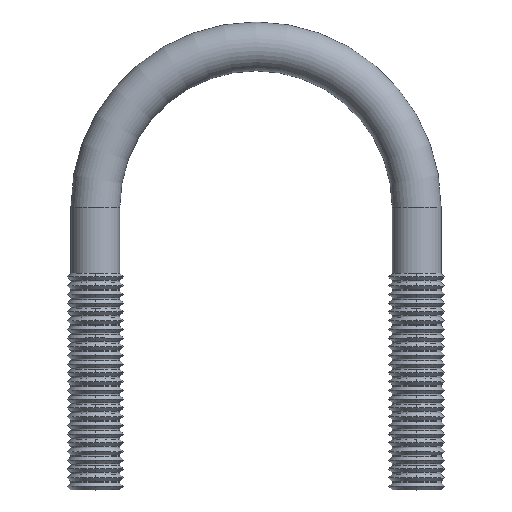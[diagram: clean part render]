
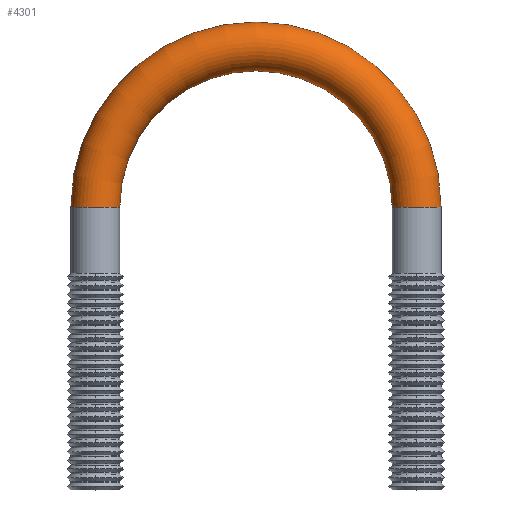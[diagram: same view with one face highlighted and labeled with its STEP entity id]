
A CAD part, top view. The second image highlights one B-rep face of the part: STEP entity #4301.
In plain terms, the highlighted toroidal (fillet/blend) face has major radius 23 mm and minor radius 3.5 mm.
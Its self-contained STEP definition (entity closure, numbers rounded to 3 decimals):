
#122 = CARTESIAN_POINT ( 'NONE',  ( -19.5, 40.5, 0. ) ) ;
#168 = AXIS2_PLACEMENT_3D ( 'NONE', #6673, #171, #2237 ) ;
#171 = DIRECTION ( 'NONE',  ( 0., -1., 0. ) ) ;
#762 = CARTESIAN_POINT ( 'NONE',  ( 0., 40.5, 0. ) ) ;
#1025 = VERTEX_POINT ( 'NONE', #3004 ) ;
#1396 = DIRECTION ( 'NONE',  ( 0., 0., -1. ) ) ;
#1424 = DIRECTION ( 'NONE',  ( -1., 0., 0. ) ) ;
#1964 = VERTEX_POINT ( 'NONE', #9461 ) ;
#2125 = AXIS2_PLACEMENT_3D ( 'NONE', #2771, #6458, #7970 ) ;
#2214 = VERTEX_POINT ( 'NONE', #122 ) ;
#2237 = DIRECTION ( 'NONE',  ( 0., 0., 1. ) ) ;
#2745 = ORIENTED_EDGE ( 'NONE', *, *, #4616, .F. ) ;
#2771 = CARTESIAN_POINT ( 'NONE',  ( -23., 40.5, 0. ) ) ;
#3004 = CARTESIAN_POINT ( 'NONE',  ( 19.5, 40.5, 0. ) ) ;
#3607 = CARTESIAN_POINT ( 'NONE',  ( 0., 40.5, 0. ) ) ;
#3730 = VERTEX_POINT ( 'NONE', #5426 ) ;
#4301 = ADVANCED_FACE ( 'NONE', ( #6452 ), #8677, .T. ) ;
#4451 = CARTESIAN_POINT ( 'NONE',  ( 0., 40.5, 0. ) ) ;
#4616 = EDGE_CURVE ( 'NONE', #1964, #1025, #5326, .T. ) ;
#4739 = EDGE_LOOP ( 'NONE', ( #5878, #5922, #5948, #2745 ) ) ;
#5224 = CIRCLE ( 'NONE', #6597, 26.5 ) ;
#5286 = EDGE_CURVE ( 'NONE', #3730, #2214, #9202, .T. ) ;
#5321 = EDGE_CURVE ( 'NONE', #3730, #1964, #5224, .T. ) ;
#5326 = CIRCLE ( 'NONE', #168, 3.5 ) ;
#5426 = CARTESIAN_POINT ( 'NONE',  ( -26.5, 40.5, 0. ) ) ;
#5878 = ORIENTED_EDGE ( 'NONE', *, *, #5321, .F. ) ;
#5902 = DIRECTION ( 'NONE',  ( 0., 0., -1. ) ) ;
#5922 = ORIENTED_EDGE ( 'NONE', *, *, #5286, .T. ) ;
#5948 = ORIENTED_EDGE ( 'NONE', *, *, #7375, .T. ) ;
#6452 = FACE_OUTER_BOUND ( 'NONE', #4739, .T. ) ;
#6458 = DIRECTION ( 'NONE',  ( 0., 1., 0. ) ) ;
#6597 = AXIS2_PLACEMENT_3D ( 'NONE', #4451, #1396, #1424 ) ;
#6673 = CARTESIAN_POINT ( 'NONE',  ( 23., 40.5, 0. ) ) ;
#7369 = AXIS2_PLACEMENT_3D ( 'NONE', #3607, #7836, #7687 ) ;
#7375 = EDGE_CURVE ( 'NONE', #2214, #1025, #7716, .T. ) ;
#7534 = AXIS2_PLACEMENT_3D ( 'NONE', #762, #5902, #8979 ) ;
#7687 = DIRECTION ( 'NONE',  ( -1., 0., 0. ) ) ;
#7716 = CIRCLE ( 'NONE', #7534, 19.5 ) ;
#7836 = DIRECTION ( 'NONE',  ( 0., 0., -1. ) ) ;
#7970 = DIRECTION ( 'NONE',  ( 0., 0., 1. ) ) ;
#8677 = TOROIDAL_SURFACE ( 'NONE', #7369, 23., 3.5 ) ;
#8979 = DIRECTION ( 'NONE',  ( -1., 0., 0. ) ) ;
#9202 = CIRCLE ( 'NONE', #2125, 3.5 ) ;
#9461 = CARTESIAN_POINT ( 'NONE',  ( 26.5, 40.5, 0. ) ) ;
